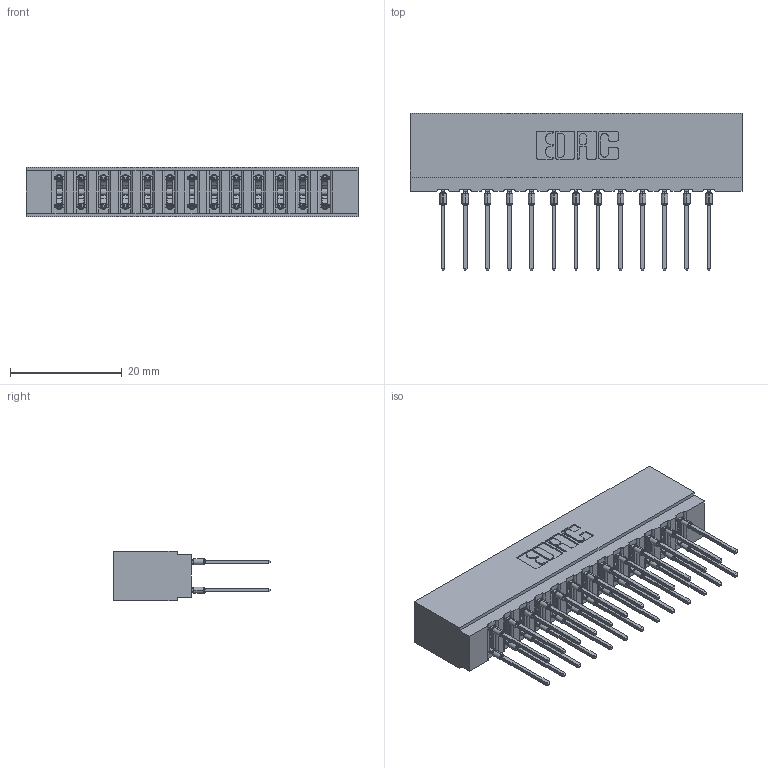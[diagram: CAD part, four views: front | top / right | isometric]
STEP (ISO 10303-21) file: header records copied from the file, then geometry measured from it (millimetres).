
FILE_DESCRIPTION (( 'STEP AP203' ), '1' );
FILE_NAME ('717-026-540-201.STEP', '2026-02-20T17:25:12', ( '' ), ( '' ), 'SwSTEP 2.0', 'SolidWorks 2023', '' );
FILE_SCHEMA (( 'CONFIG_CONTROL_DESIGN' ));
Length unit declared in the file: millimetre
Products named in the file (3): 717-026-540-201; 745-292-001_540; 717 Part_Insulator Option - 06
Assembly tree (27 placements, depth 2):
  717-026-540-201
    717 Part_Insulator Option - 06
    745-292-001_540  x26
Bounding box: 59.39 x 28.18 x 8.89 mm (x, y, z)
Volume: 5342.4 mm3; surface area: 8120.8 mm2
Topology: 27 solids, 27 shells, 2434 faces, 6543 edges, 4118 vertices
Faces by surface type: plane 1263, bspline 520, cylinder 495, torus 156
Entity records: 26205 total; most frequent: CARTESIAN_POINT 5059, ORIENTED_EDGE 4436, DIRECTION 3900, EDGE_CURVE 2218, LINE 1958, VECTOR 1958, VERTEX_POINT 1418, AXIS2_PLACEMENT_3D 971
